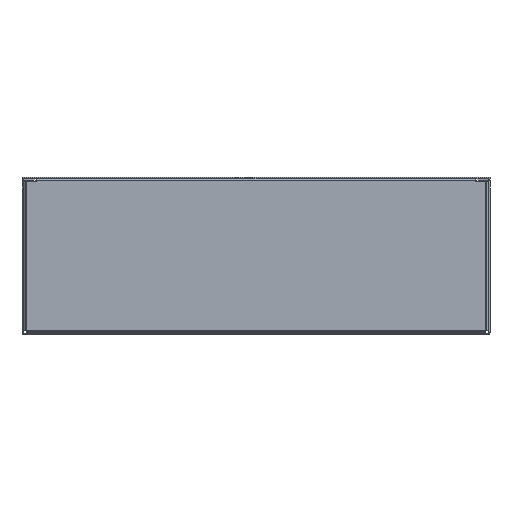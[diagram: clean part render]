
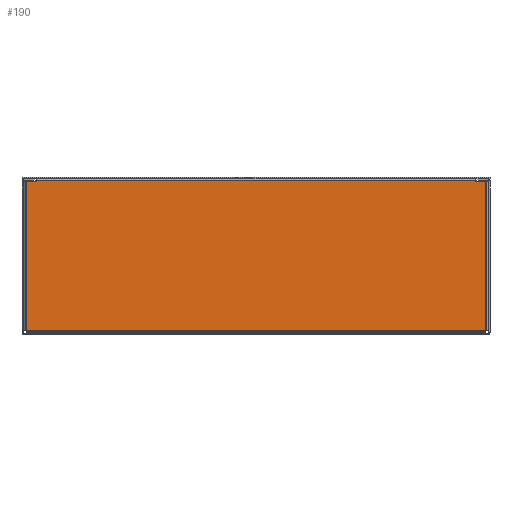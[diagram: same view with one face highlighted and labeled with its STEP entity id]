
A CAD part, front view. The second image highlights one B-rep face of the part: STEP entity #190.
In plain terms, the highlighted planar face has unit normal (0, -1, 0).
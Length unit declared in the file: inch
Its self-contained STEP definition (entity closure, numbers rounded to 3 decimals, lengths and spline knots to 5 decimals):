
#60 = CARTESIAN_POINT ( 'NONE',  ( 8.429, -12., 5.914 ) ) ;
#126 = DIRECTION ( 'NONE',  ( 0., 0., 1. ) ) ;
#190 = ADVANCED_FACE ( 'NONE', ( #4863 ), #2172, .T. ) ;
#251 = ORIENTED_EDGE ( 'NONE', *, *, #2673, .T. ) ;
#278 = CARTESIAN_POINT ( 'NONE',  ( 8.844, -12., 0.166 ) ) ;
#407 = EDGE_CURVE ( 'NONE', #5258, #6464, #1455, .T. ) ;
#419 = EDGE_CURVE ( 'NONE', #5827, #6464, #1080, .T. ) ;
#663 = CARTESIAN_POINT ( 'NONE',  ( -8.844, -12., 5.9 ) ) ;
#742 = VERTEX_POINT ( 'NONE', #663 ) ;
#794 = ORIENTED_EDGE ( 'NONE', *, *, #1267, .T. ) ;
#927 = LINE ( 'NONE', #278, #4779 ) ;
#1029 = CARTESIAN_POINT ( 'NONE',  ( 8.429, -12., 5.9 ) ) ;
#1046 = CARTESIAN_POINT ( 'NONE',  ( -8.844, -12., 5.9 ) ) ;
#1080 = LINE ( 'NONE', #5597, #6094 ) ;
#1233 = CARTESIAN_POINT ( 'NONE',  ( -8.844, -12., 0.166 ) ) ;
#1262 = VERTEX_POINT ( 'NONE', #2801 ) ;
#1267 = EDGE_CURVE ( 'NONE', #5827, #5532, #4495, .T. ) ;
#1297 = VECTOR ( 'NONE', #3506, 39.37008 ) ;
#1337 = VECTOR ( 'NONE', #5970, 39.37008 ) ;
#1386 = CARTESIAN_POINT ( 'NONE',  ( 8.844, -12., 0.166 ) ) ;
#1455 = LINE ( 'NONE', #1046, #3835 ) ;
#1605 = CARTESIAN_POINT ( 'NONE',  ( -8.429, -12., 5.914 ) ) ;
#1799 = DIRECTION ( 'NONE',  ( 1., 0., 0. ) ) ;
#2172 = PLANE ( 'NONE',  #6087 ) ;
#2673 = EDGE_CURVE ( 'NONE', #5017, #5258, #927, .T. ) ;
#2777 = VERTEX_POINT ( 'NONE', #5132 ) ;
#2801 = CARTESIAN_POINT ( 'NONE',  ( -8.844, -12., 0.166 ) ) ;
#2855 = EDGE_CURVE ( 'NONE', #2777, #5532, #3264, .T. ) ;
#2919 = CARTESIAN_POINT ( 'NONE',  ( -8.844, -12., 0.166 ) ) ;
#2978 = ORIENTED_EDGE ( 'NONE', *, *, #4343, .T. ) ;
#2979 = ORIENTED_EDGE ( 'NONE', *, *, #407, .T. ) ;
#3060 = VECTOR ( 'NONE', #6240, 39.37008 ) ;
#3264 = LINE ( 'NONE', #3773, #4232 ) ;
#3506 = DIRECTION ( 'NONE',  ( 1., 0., 0. ) ) ;
#3512 = DIRECTION ( 'NONE',  ( 0., 0., 1. ) ) ;
#3773 = CARTESIAN_POINT ( 'NONE',  ( -8.429, -12., 5.9 ) ) ;
#3835 = VECTOR ( 'NONE', #4103, 39.37008 ) ;
#4051 = EDGE_CURVE ( 'NONE', #2777, #742, #5264, .T. ) ;
#4082 = ORIENTED_EDGE ( 'NONE', *, *, #419, .F. ) ;
#4103 = DIRECTION ( 'NONE',  ( -1., 0., 0. ) ) ;
#4157 = ORIENTED_EDGE ( 'NONE', *, *, #4051, .T. ) ;
#4232 = VECTOR ( 'NONE', #126, 39.37008 ) ;
#4343 = EDGE_CURVE ( 'NONE', #1262, #5017, #6061, .T. ) ;
#4426 = CARTESIAN_POINT ( 'NONE',  ( -8.844, -12., 5.914 ) ) ;
#4468 = EDGE_CURVE ( 'NONE', #742, #1262, #5269, .T. ) ;
#4495 = LINE ( 'NONE', #4426, #1337 ) ;
#4615 = DIRECTION ( 'NONE',  ( 0., 0., -1. ) ) ;
#4779 = VECTOR ( 'NONE', #3512, 39.37008 ) ;
#4863 = FACE_OUTER_BOUND ( 'NONE', #6362, .T. ) ;
#5017 = VERTEX_POINT ( 'NONE', #1386 ) ;
#5132 = CARTESIAN_POINT ( 'NONE',  ( -8.429, -12., 5.9 ) ) ;
#5136 = CARTESIAN_POINT ( 'NONE',  ( -8.844, -12., 5.9 ) ) ;
#5258 = VERTEX_POINT ( 'NONE', #5383 ) ;
#5264 = LINE ( 'NONE', #5136, #3060 ) ;
#5269 = LINE ( 'NONE', #1233, #5519 ) ;
#5383 = CARTESIAN_POINT ( 'NONE',  ( 8.844, -12., 5.9 ) ) ;
#5519 = VECTOR ( 'NONE', #5804, 39.37008 ) ;
#5532 = VERTEX_POINT ( 'NONE', #1605 ) ;
#5597 = CARTESIAN_POINT ( 'NONE',  ( 8.429, -12., 5.9 ) ) ;
#5804 = DIRECTION ( 'NONE',  ( 0., 0., -1. ) ) ;
#5827 = VERTEX_POINT ( 'NONE', #60 ) ;
#5904 = ORIENTED_EDGE ( 'NONE', *, *, #4468, .T. ) ;
#5931 = CARTESIAN_POINT ( 'NONE',  ( -8.844, -12., 0.166 ) ) ;
#5970 = DIRECTION ( 'NONE',  ( -1., 0., 0. ) ) ;
#6061 = LINE ( 'NONE', #2919, #1297 ) ;
#6087 = AXIS2_PLACEMENT_3D ( 'NONE', #5931, #6411, #1799 ) ;
#6094 = VECTOR ( 'NONE', #4615, 39.37008 ) ;
#6240 = DIRECTION ( 'NONE',  ( -1., 0., 0. ) ) ;
#6362 = EDGE_LOOP ( 'NONE', ( #251, #2979, #4082, #794, #6366, #4157, #5904, #2978 ) ) ;
#6366 = ORIENTED_EDGE ( 'NONE', *, *, #2855, .F. ) ;
#6411 = DIRECTION ( 'NONE',  ( 0., -1., 0. ) ) ;
#6464 = VERTEX_POINT ( 'NONE', #1029 ) ;
